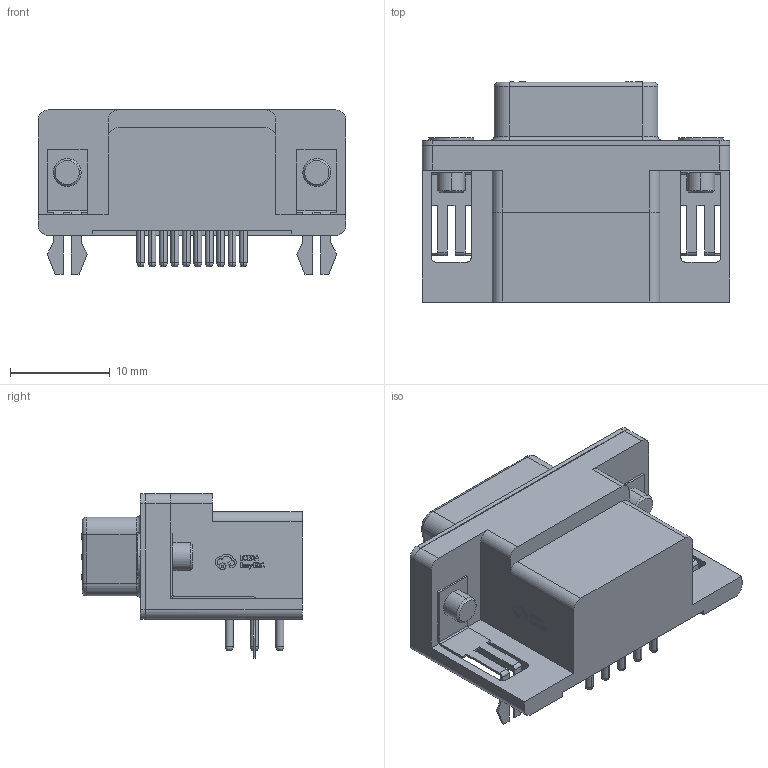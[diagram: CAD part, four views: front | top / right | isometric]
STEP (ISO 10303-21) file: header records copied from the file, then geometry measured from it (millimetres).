
FILE_DESCRIPTION (( 'STEP AP214' ), '1' );
FILE_NAME ('CONN-TH_15P-P2.29_XKB_X0615FCXXXX.step', '2022-08-03T14:57:26', ( '' ), ( '' ), 'SwSTEP 2.0', 'SolidWorks 2020', '' );
FILE_SCHEMA (( 'AUTOMOTIVE_DESIGN' ));
Length unit declared in the file: millimetre
Products named in the file (1): CONN-TH_15P-P2.29_XKB_X0615FCXXXX
Bounding box: 30.81 x 22.05 x 16.45 mm (x, y, z)
Volume: 4462.4 mm3; surface area: 4783.2 mm2
Topology: 17 solids, 17 shells, 806 faces, 2030 edges, 1313 vertices
Faces by surface type: plane 388, cylinder 183, bspline 156, cone 39, sphere 30, torus 10
Entity records: 32702 total; most frequent: CARTESIAN_POINT 6750, ORIENTED_EDGE 3940, DIRECTION 3313, EDGE_CURVE 1970, VERTEX_POINT 1283, LINE 1115, VECTOR 1115, AXIS2_PLACEMENT_3D 1099
